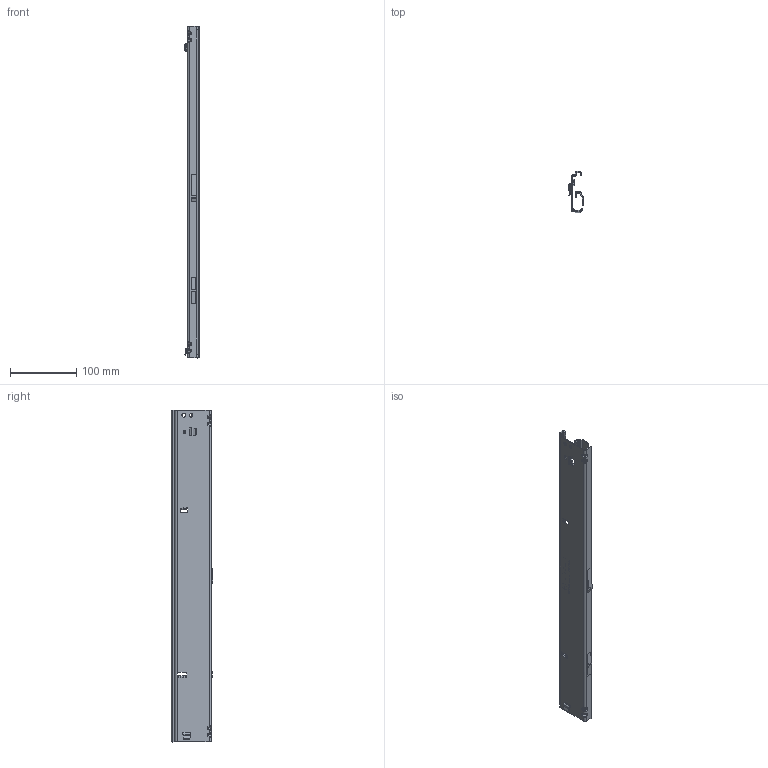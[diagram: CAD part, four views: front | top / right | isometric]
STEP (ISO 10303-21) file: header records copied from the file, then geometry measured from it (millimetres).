
FILE_DESCRIPTION (( 'STEP AP214' ), '1' );
FILE_NAME ('FR_790_SCC_SC.0500mm_20inch_closed_left.STEP', '2022-11-17T14:49:41', ( '' ), ( '' ), 'SwSTEP 2.0', 'SolidWorks 2020', '' );
FILE_SCHEMA (( 'AUTOMOTIVE_DESIGN' ));
Length unit declared in the file: millimetre
Products named in the file (5): CS# 785.XXX-03.S049_NL 500; CS# 785.XXX-01.L521_NL 500; FR_790_SCC_SC.0500mm_20inch_closed_left
Assembly tree (4 placements, depth 3):
  FR_790_SCC_SC.0500mm_20inch_closed_left
    CS# 785.XXX-01.L521_NL 500
      CS# 785.XXX-01.L521_NL 500
    CS# 785.XXX-03.S049_NL 500
      CS# 785.XXX-03.S049_NL 500
Bounding box: 21.79 x 62.5 x 500 mm (x, y, z)
Volume: 90006.2 mm3; surface area: 124498.5 mm2
Topology: 2 solids, 2 shells, 924 faces, 2433 edges, 1546 vertices
Faces by surface type: plane 462, bspline 226, cylinder 187, cone 44, sphere 5
Entity records: 46113 total; most frequent: CARTESIAN_POINT 20595, ORIENTED_EDGE 4838, DIRECTION 3496, EDGE_CURVE 2419, VERTEX_POINT 1546, LINE 1360, VECTOR 1360, AXIS2_PLACEMENT_3D 1068
